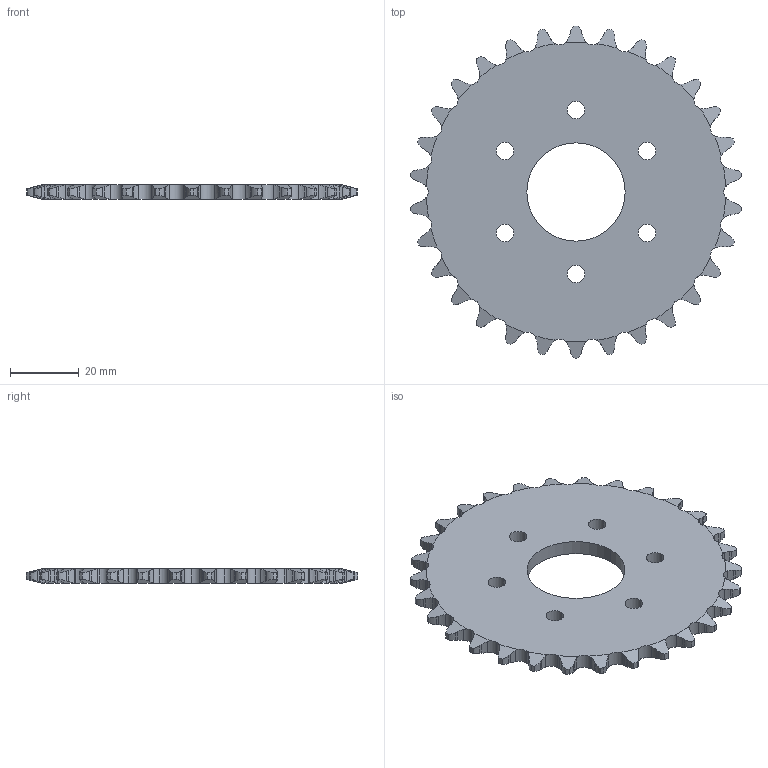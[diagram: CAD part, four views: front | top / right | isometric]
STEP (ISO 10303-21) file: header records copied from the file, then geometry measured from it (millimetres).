
FILE_DESCRIPTION (( 'STEP AP214' ), '1' );
FILE_NAME ('am-0220_Plate Sprocket.STEP', '2018-07-17T18:21:50', ( '' ), ( '' ), 'SwSTEP 2.0', 'SolidWorks 2018', '' );
FILE_SCHEMA (( 'AUTOMOTIVE_DESIGN' ));
Length unit declared in the file: inch
Products named in the file (1): am-0220_Plate Sprocket
Bounding box: 96.04 x 96.46 x 4.27 mm (x, y, z)
Volume: 23635.1 mm3; surface area: 13633.8 mm2
Topology: 1 solids, 1 shells, 331 faces, 987 edges, 658 vertices
Faces by surface type: cylinder 209, plane 62, cone 60
Entity records: 12131 total; most frequent: CARTESIAN_POINT 3941, ORIENTED_EDGE 1974, DIRECTION 1369, EDGE_CURVE 987, VERTEX_POINT 658, AXIS2_PLACEMENT_3D 550, B_SPLINE_CURVE_WITH_KNOTS 500, EDGE_LOOP 345
